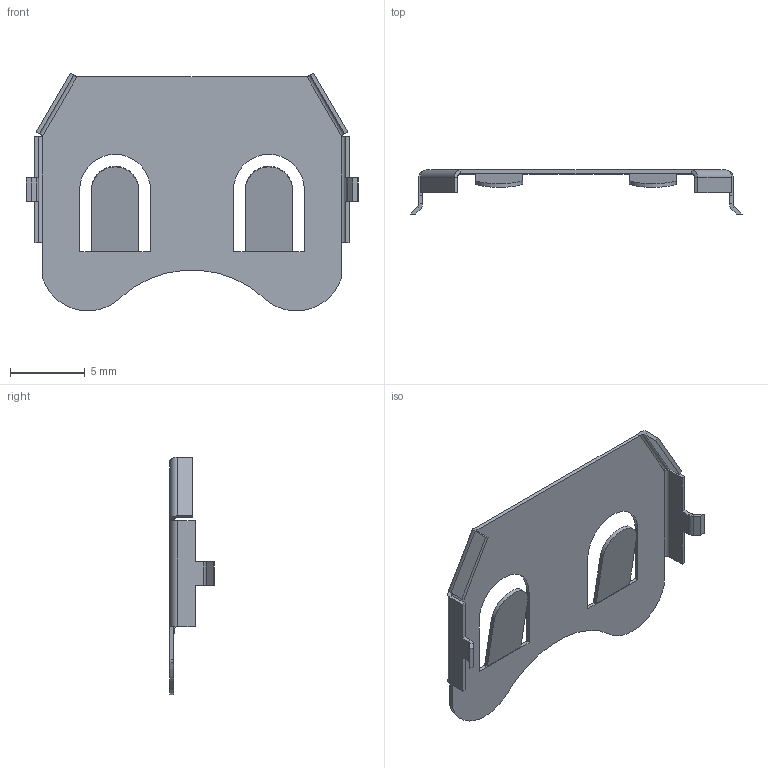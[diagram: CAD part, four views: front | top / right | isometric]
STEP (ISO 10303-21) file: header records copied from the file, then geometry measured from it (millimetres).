
FILE_DESCRIPTION(('FreeCAD Model'),'2;1');
FILE_NAME('keystone_3029_trimmed.STEP' ,'2020-10-19T13:18:55',('Author'),(''), 'Open CASCADE STEP processor 7.3','FreeCAD','Unknown');
FILE_SCHEMA(('AUTOMOTIVE_DESIGN { 1 0 10303 214 1 1 1 1 }'));
Length unit declared in the file: millimetre
Products named in the file (1): Cut
Bounding box: 22.28 x 2.95 x 15.96 mm (x, y, z)
Volume: 76.8 mm3; surface area: 644.3 mm2
Topology: 1 solids, 1 shells, 121 faces, 286 edges, 168 vertices
Faces by surface type: plane 92, cylinder 29
Entity records: 3419 total; most frequent: DIRECTION 588, CARTESIAN_POINT 576, ORIENTED_EDGE 572, EDGE_CURVE 286, LINE 228, VECTOR 228, AXIS2_PLACEMENT_3D 180, VERTEX_POINT 168
